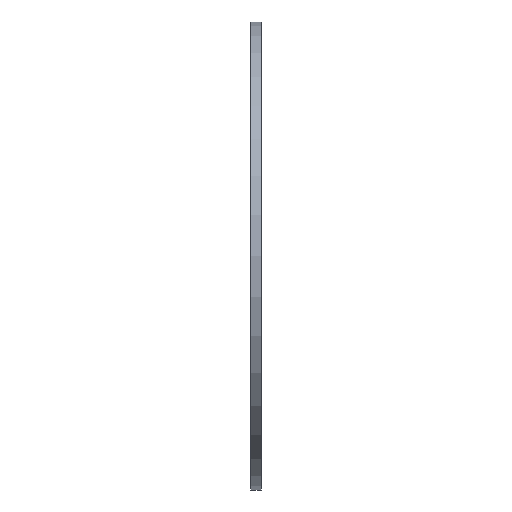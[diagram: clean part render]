
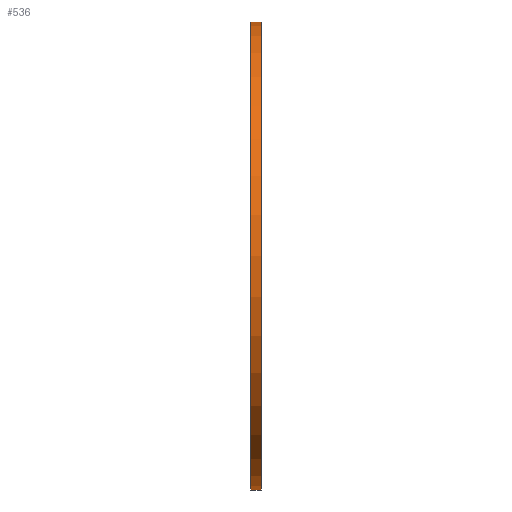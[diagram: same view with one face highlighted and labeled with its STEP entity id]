
A CAD part, front view. The second image highlights one B-rep face of the part: STEP entity #536.
In plain terms, the highlighted cylindrical face has radius 530.225 mm (diameter 1060.45 mm), a partial arc.
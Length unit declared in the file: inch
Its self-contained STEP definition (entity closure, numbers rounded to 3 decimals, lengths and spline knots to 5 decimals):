
#65 = DIRECTION ( 'NONE',  ( 0., 0., 1. ) ) ;
#74 = FACE_OUTER_BOUND ( 'NONE', #821, .T. ) ;
#113 = CARTESIAN_POINT ( 'NONE',  ( 0., 0., 20.875 ) ) ;
#197 = VERTEX_POINT ( 'NONE', #334 ) ;
#255 = EDGE_CURVE ( 'NONE', #197, #1118, #909, .T. ) ;
#334 = CARTESIAN_POINT ( 'NONE',  ( 0.0625, 0., -20.875 ) ) ;
#364 = ORIENTED_EDGE ( 'NONE', *, *, #864, .T. ) ;
#448 = CARTESIAN_POINT ( 'NONE',  ( 1., 0., 20.875 ) ) ;
#465 = CARTESIAN_POINT ( 'NONE',  ( 0., 0., 0. ) ) ;
#511 = DIRECTION ( 'NONE',  ( 0., 0., 1. ) ) ;
#534 = ORIENTED_EDGE ( 'NONE', *, *, #1405, .F. ) ;
#536 = ADVANCED_FACE ( 'NONE', ( #74 ), #584, .T. ) ;
#565 = CARTESIAN_POINT ( 'NONE',  ( 0.0625, 0., 20.875 ) ) ;
#571 = VECTOR ( 'NONE', #1370, 39.37008 ) ;
#572 = LINE ( 'NONE', #1571, #758 ) ;
#584 = CYLINDRICAL_SURFACE ( 'NONE', #1065, 20.875 ) ;
#619 = VERTEX_POINT ( 'NONE', #448 ) ;
#654 = DIRECTION ( 'NONE',  ( -1., 0., 0. ) ) ;
#758 = VECTOR ( 'NONE', #1191, 39.37008 ) ;
#769 = DIRECTION ( 'NONE',  ( 0., 0., 1. ) ) ;
#821 = EDGE_LOOP ( 'NONE', ( #534, #364, #1144, #1612 ) ) ;
#837 = AXIS2_PLACEMENT_3D ( 'NONE', #1504, #998, #511 ) ;
#864 = EDGE_CURVE ( 'NONE', #1597, #619, #1424, .T. ) ;
#871 = CARTESIAN_POINT ( 'NONE',  ( 0.0625, 0., 0. ) ) ;
#909 = CIRCLE ( 'NONE', #1547, 20.875 ) ;
#975 = DIRECTION ( 'NONE',  ( -1., 0., 0. ) ) ;
#998 = DIRECTION ( 'NONE',  ( -1., 0., 0. ) ) ;
#1065 = AXIS2_PLACEMENT_3D ( 'NONE', #465, #975, #65 ) ;
#1118 = VERTEX_POINT ( 'NONE', #565 ) ;
#1144 = ORIENTED_EDGE ( 'NONE', *, *, #1553, .T. ) ;
#1191 = DIRECTION ( 'NONE',  ( -1., 0., 0. ) ) ;
#1370 = DIRECTION ( 'NONE',  ( -1., 0., 0. ) ) ;
#1405 = EDGE_CURVE ( 'NONE', #1597, #197, #572, .T. ) ;
#1424 = CIRCLE ( 'NONE', #837, 20.875 ) ;
#1504 = CARTESIAN_POINT ( 'NONE',  ( 1., 0., 0. ) ) ;
#1547 = AXIS2_PLACEMENT_3D ( 'NONE', #871, #654, #769 ) ;
#1553 = EDGE_CURVE ( 'NONE', #619, #1118, #1645, .T. ) ;
#1571 = CARTESIAN_POINT ( 'NONE',  ( 0., 0., -20.875 ) ) ;
#1597 = VERTEX_POINT ( 'NONE', #1652 ) ;
#1612 = ORIENTED_EDGE ( 'NONE', *, *, #255, .F. ) ;
#1645 = LINE ( 'NONE', #113, #571 ) ;
#1652 = CARTESIAN_POINT ( 'NONE',  ( 1., 0., -20.875 ) ) ;
